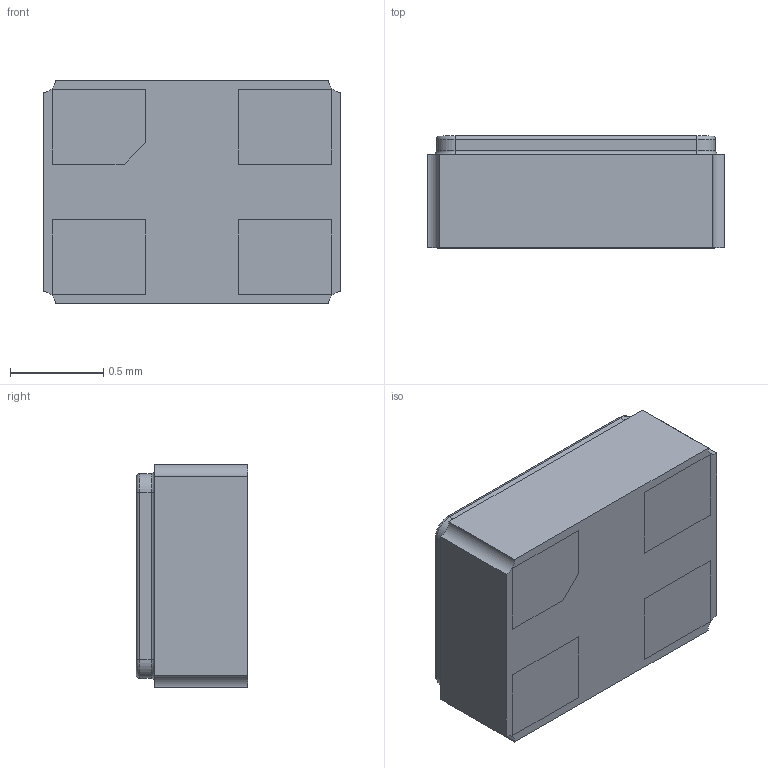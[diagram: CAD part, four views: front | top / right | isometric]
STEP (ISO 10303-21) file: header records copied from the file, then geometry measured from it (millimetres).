
FILE_DESCRIPTION (( 'STEP AP214' ), '1' );
FILE_NAME ('ASCO.STEP', '2013-07-08T07:02:50', ( '' ), ( '' ), 'SwSTEP 2.0', 'SolidWorks 2012', '' );
FILE_SCHEMA (( 'AUTOMOTIVE_DESIGN' ));
Length unit declared in the file: millimetre
Products named in the file (1): ASCO
Bounding box: 1.6 x 0.6 x 1.2 mm (x, y, z)
Volume: 1.1 mm3; surface area: 7 mm2
Topology: 1 solids, 1 shells, 92 faces, 238 edges, 159 vertices
Faces by surface type: plane 36, bspline 32, cylinder 16, torus 8
Entity records: 5676 total; most frequent: CARTESIAN_POINT 2554, ORIENTED_EDGE 476, DIRECTION 336, EDGE_CURVE 238, VERTEX_POINT 159, VECTOR 134, LINE 134, EDGE_LOOP 103
